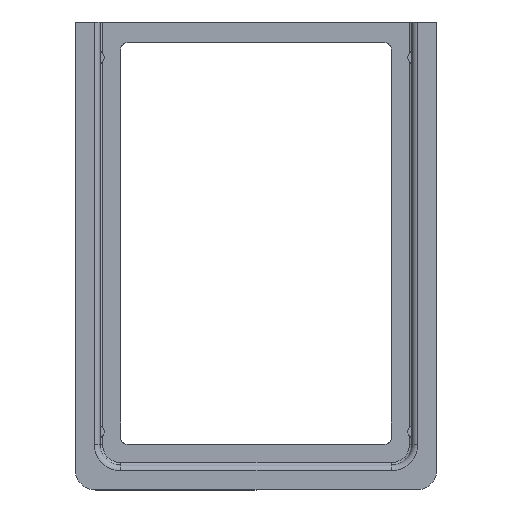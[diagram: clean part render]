
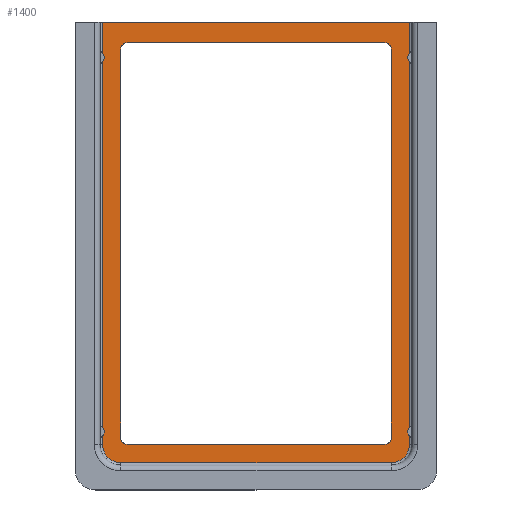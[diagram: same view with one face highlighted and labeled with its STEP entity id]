
A CAD part, top view. The second image highlights one B-rep face of the part: STEP entity #1400.
In plain terms, the highlighted planar face has unit normal (0, 0, 1).
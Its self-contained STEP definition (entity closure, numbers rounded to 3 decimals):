
#23 = CARTESIAN_POINT ( 'NONE',  ( -73.8, -203., -11.2 ) ) ;
#43 = ORIENTED_EDGE ( 'NONE', *, *, #1522, .F. ) ;
#53 = AXIS2_PLACEMENT_3D ( 'NONE', #493, #206, #1097 ) ;
#54 = VERTEX_POINT ( 'NONE', #1061 ) ;
#56 = EDGE_LOOP ( 'NONE', ( #145, #433, #259, #114, #550, #1122 ) ) ;
#77 = CIRCLE ( 'NONE', #472, 3. ) ;
#101 = VERTEX_POINT ( 'NONE', #108 ) ;
#102 = VECTOR ( 'NONE', #975, 1000. ) ;
#108 = CARTESIAN_POINT ( 'NONE',  ( -73.8, 0., -11.2 ) ) ;
#114 = ORIENTED_EDGE ( 'NONE', *, *, #1521, .T. ) ;
#145 = ORIENTED_EDGE ( 'NONE', *, *, #1826, .T. ) ;
#177 = CARTESIAN_POINT ( 'NONE',  ( -62., -13., -11.2 ) ) ;
#187 = VERTEX_POINT ( 'NONE', #1299 ) ;
#197 = PLANE ( 'NONE',  #1729 ) ;
#198 = ORIENTED_EDGE ( 'NONE', *, *, #1669, .F. ) ;
#206 = DIRECTION ( 'NONE',  ( 0., 0., 1. ) ) ;
#222 = VERTEX_POINT ( 'NONE', #343 ) ;
#231 = DIRECTION ( 'NONE',  ( 0., -1., 0. ) ) ;
#251 = CARTESIAN_POINT ( 'NONE',  ( 73.8, -203., -11.2 ) ) ;
#259 = ORIENTED_EDGE ( 'NONE', *, *, #598, .T. ) ;
#260 = CIRCLE ( 'NONE', #645, 3. ) ;
#269 = VERTEX_POINT ( 'NONE', #1442 ) ;
#281 = CARTESIAN_POINT ( 'NONE',  ( 73.8, 0., -11.2 ) ) ;
#298 = VECTOR ( 'NONE', #1686, 1000. ) ;
#341 = DIRECTION ( 'NONE',  ( 0., 0., 1. ) ) ;
#343 = CARTESIAN_POINT ( 'NONE',  ( -62., -10., -11.2 ) ) ;
#359 = CARTESIAN_POINT ( 'NONE',  ( -73.8, -203., -11.2 ) ) ;
#370 = ORIENTED_EDGE ( 'NONE', *, *, #1086, .F. ) ;
#384 = CARTESIAN_POINT ( 'NONE',  ( -65., -203., -11.2 ) ) ;
#405 = CARTESIAN_POINT ( 'NONE',  ( -65., -203., -11.2 ) ) ;
#406 = LINE ( 'NONE', #622, #586 ) ;
#433 = ORIENTED_EDGE ( 'NONE', *, *, #647, .T. ) ;
#436 = CARTESIAN_POINT ( 'NONE',  ( -62., -200., -11.2 ) ) ;
#442 = CARTESIAN_POINT ( 'NONE',  ( 65., -211.8, -11.2 ) ) ;
#467 = DIRECTION ( 'NONE',  ( 0., 0., 1. ) ) ;
#472 = AXIS2_PLACEMENT_3D ( 'NONE', #177, #1908, #749 ) ;
#483 = ORIENTED_EDGE ( 'NONE', *, *, #794, .F. ) ;
#489 = VECTOR ( 'NONE', #1202, 1000. ) ;
#493 = CARTESIAN_POINT ( 'NONE',  ( 65., -203., -11.2 ) ) ;
#512 = VECTOR ( 'NONE', #1239, 1000. ) ;
#532 = CARTESIAN_POINT ( 'NONE',  ( 62., -200., -11.2 ) ) ;
#539 = DIRECTION ( 'NONE',  ( 0., 0., 1. ) ) ;
#548 = CARTESIAN_POINT ( 'NONE',  ( -62., -203., -11.2 ) ) ;
#550 = ORIENTED_EDGE ( 'NONE', *, *, #1864, .T. ) ;
#584 = DIRECTION ( 'NONE',  ( 0., 0., 1. ) ) ;
#586 = VECTOR ( 'NONE', #784, 1000. ) ;
#598 = EDGE_CURVE ( 'NONE', #1545, #101, #1488, .T. ) ;
#617 = LINE ( 'NONE', #796, #1388 ) ;
#622 = CARTESIAN_POINT ( 'NONE',  ( -65., -211.8, -11.2 ) ) ;
#632 = CIRCLE ( 'NONE', #1040, 3. ) ;
#645 = AXIS2_PLACEMENT_3D ( 'NONE', #436, #1398, #1601 ) ;
#647 = EDGE_CURVE ( 'NONE', #926, #1545, #1007, .T. ) ;
#681 = CARTESIAN_POINT ( 'NONE',  ( -75., 0., -11.2 ) ) ;
#702 = VERTEX_POINT ( 'NONE', #442 ) ;
#730 = CARTESIAN_POINT ( 'NONE',  ( 62., -13., -11.2 ) ) ;
#749 = DIRECTION ( 'NONE',  ( 1., 0., 0. ) ) ;
#764 = DIRECTION ( 'NONE',  ( 1., 0., 0. ) ) ;
#784 = DIRECTION ( 'NONE',  ( 1., 0., 0. ) ) ;
#794 = EDGE_CURVE ( 'NONE', #222, #1367, #77, .T. ) ;
#796 = CARTESIAN_POINT ( 'NONE',  ( 62., -203., -11.2 ) ) ;
#834 = LINE ( 'NONE', #1025, #862 ) ;
#862 = VECTOR ( 'NONE', #1220, 1000. ) ;
#899 = EDGE_CURVE ( 'NONE', #269, #54, #632, .T. ) ;
#915 = CARTESIAN_POINT ( 'NONE',  ( 73.8, -203., -11.2 ) ) ;
#926 = VERTEX_POINT ( 'NONE', #251 ) ;
#975 = DIRECTION ( 'NONE',  ( 0., 1., 0. ) ) ;
#981 = EDGE_CURVE ( 'NONE', #1893, #1417, #1323, .T. ) ;
#992 = DIRECTION ( 'NONE',  ( 1., 0., 0. ) ) ;
#994 = VERTEX_POINT ( 'NONE', #359 ) ;
#1007 = LINE ( 'NONE', #915, #102 ) ;
#1020 = ORIENTED_EDGE ( 'NONE', *, *, #981, .F. ) ;
#1025 = CARTESIAN_POINT ( 'NONE',  ( -65., -200., -11.2 ) ) ;
#1040 = AXIS2_PLACEMENT_3D ( 'NONE', #532, #341, #1593 ) ;
#1044 = CARTESIAN_POINT ( 'NONE',  ( 65., -13., -11.2 ) ) ;
#1061 = CARTESIAN_POINT ( 'NONE',  ( 65., -200., -11.2 ) ) ;
#1079 = CIRCLE ( 'NONE', #1843, 8.8 ) ;
#1086 = EDGE_CURVE ( 'NONE', #54, #1893, #1403, .T. ) ;
#1097 = DIRECTION ( 'NONE',  ( 1., 0., 0. ) ) ;
#1122 = ORIENTED_EDGE ( 'NONE', *, *, #1649, .T. ) ;
#1151 = ORIENTED_EDGE ( 'NONE', *, *, #1332, .F. ) ;
#1202 = DIRECTION ( 'NONE',  ( -1., 0., 0. ) ) ;
#1208 = ORIENTED_EDGE ( 'NONE', *, *, #1626, .F. ) ;
#1210 = CARTESIAN_POINT ( 'NONE',  ( -65., -200., -11.2 ) ) ;
#1219 = EDGE_LOOP ( 'NONE', ( #370, #1854, #43, #1151, #198, #483, #1208, #1020 ) ) ;
#1220 = DIRECTION ( 'NONE',  ( 0., -1., 0. ) ) ;
#1235 = CIRCLE ( 'NONE', #53, 8.8 ) ;
#1239 = DIRECTION ( 'NONE',  ( 0., 1., 0. ) ) ;
#1259 = CARTESIAN_POINT ( 'NONE',  ( -65., -13., -11.2 ) ) ;
#1264 = VERTEX_POINT ( 'NONE', #548 ) ;
#1280 = LINE ( 'NONE', #1468, #298 ) ;
#1296 = VECTOR ( 'NONE', #231, 1000. ) ;
#1299 = CARTESIAN_POINT ( 'NONE',  ( -65., -211.8, -11.2 ) ) ;
#1323 = CIRCLE ( 'NONE', #1751, 3. ) ;
#1328 = VERTEX_POINT ( 'NONE', #1210 ) ;
#1332 = EDGE_CURVE ( 'NONE', #1328, #1264, #260, .T. ) ;
#1352 = DIRECTION ( 'NONE',  ( -1., 0., 0. ) ) ;
#1367 = VERTEX_POINT ( 'NONE', #1259 ) ;
#1388 = VECTOR ( 'NONE', #992, 1000. ) ;
#1398 = DIRECTION ( 'NONE',  ( 0., 0., 1. ) ) ;
#1400 = ADVANCED_FACE ( 'NONE', ( #1835, #1896 ), #197, .T. ) ;
#1403 = LINE ( 'NONE', #1044, #512 ) ;
#1417 = VERTEX_POINT ( 'NONE', #1760 ) ;
#1442 = CARTESIAN_POINT ( 'NONE',  ( 62., -203., -11.2 ) ) ;
#1468 = CARTESIAN_POINT ( 'NONE',  ( -62., -10., -11.2 ) ) ;
#1488 = LINE ( 'NONE', #681, #489 ) ;
#1516 = DIRECTION ( 'NONE',  ( 1., 0., 0. ) ) ;
#1521 = EDGE_CURVE ( 'NONE', #101, #994, #1749, .T. ) ;
#1522 = EDGE_CURVE ( 'NONE', #1264, #269, #617, .T. ) ;
#1545 = VERTEX_POINT ( 'NONE', #281 ) ;
#1593 = DIRECTION ( 'NONE',  ( -1., 0., 0. ) ) ;
#1601 = DIRECTION ( 'NONE',  ( -1., 0., 0. ) ) ;
#1626 = EDGE_CURVE ( 'NONE', #1417, #222, #1280, .T. ) ;
#1649 = EDGE_CURVE ( 'NONE', #187, #702, #406, .T. ) ;
#1669 = EDGE_CURVE ( 'NONE', #1367, #1328, #834, .T. ) ;
#1686 = DIRECTION ( 'NONE',  ( -1., 0., 0. ) ) ;
#1729 = AXIS2_PLACEMENT_3D ( 'NONE', #384, #584, #764 ) ;
#1749 = LINE ( 'NONE', #23, #1296 ) ;
#1751 = AXIS2_PLACEMENT_3D ( 'NONE', #730, #539, #1352 ) ;
#1760 = CARTESIAN_POINT ( 'NONE',  ( 62., -10., -11.2 ) ) ;
#1826 = EDGE_CURVE ( 'NONE', #702, #926, #1235, .T. ) ;
#1835 = FACE_BOUND ( 'NONE', #1219, .T. ) ;
#1843 = AXIS2_PLACEMENT_3D ( 'NONE', #405, #467, #1516 ) ;
#1854 = ORIENTED_EDGE ( 'NONE', *, *, #899, .F. ) ;
#1864 = EDGE_CURVE ( 'NONE', #994, #187, #1079, .T. ) ;
#1877 = CARTESIAN_POINT ( 'NONE',  ( 65., -13., -11.2 ) ) ;
#1893 = VERTEX_POINT ( 'NONE', #1877 ) ;
#1896 = FACE_OUTER_BOUND ( 'NONE', #56, .T. ) ;
#1908 = DIRECTION ( 'NONE',  ( 0., 0., 1. ) ) ;
